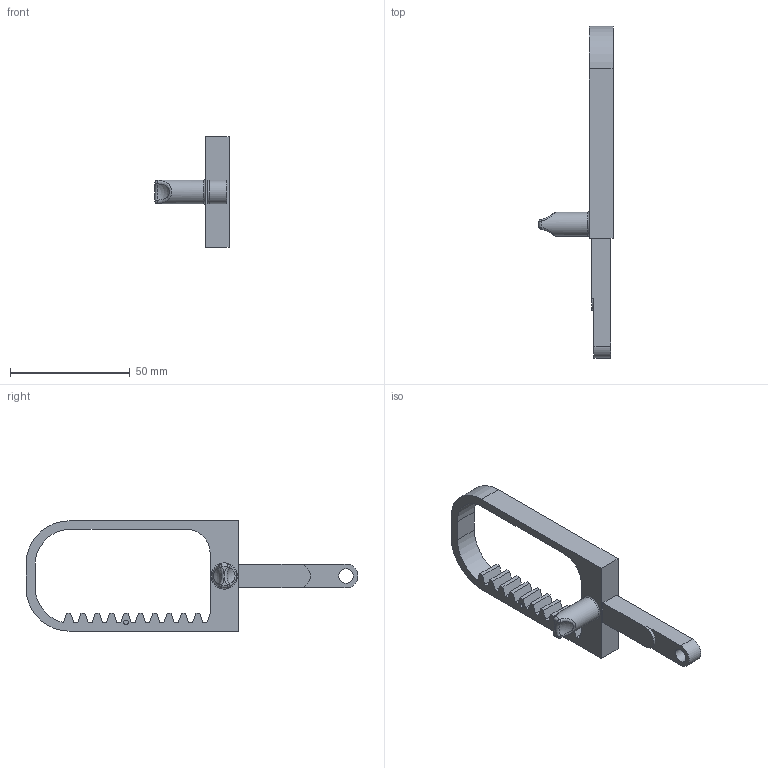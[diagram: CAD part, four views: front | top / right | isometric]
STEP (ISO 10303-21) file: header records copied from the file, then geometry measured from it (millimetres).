
FILE_DESCRIPTION(/* description */ (''),/* implementation_level */ '2;1');
FILE_NAME(/* name */ '4a89ec49-5967-4efc-98c4-3cffd83c7a1f.stp',/* time_stamp */ '2019-03-12T20:40:27+01:00',/* author */ (''),/* organization */ (''),/* preprocessor_version */ 'ST-DEVELOPER v17.2',/* originating_system */ 'Autodesk Translation Framework v7.6.0.251',/* authorisation */ '');
FILE_SCHEMA (('AUTOMOTIVE_DESIGN { 1 0 10303 214 3 1 1 }'));
Length unit declared in the file: millimetre
Products named in the file (1): Moving
Bounding box: 31 x 138.79 x 46.12 mm (x, y, z)
Volume: 17859 mm3; surface area: 10574.4 mm2
Topology: 1 solids, 1 shells, 84 faces, 224 edges, 147 vertices
Faces by surface type: plane 59, cylinder 12, sphere 6, torus 5, bspline 2
Full cylindrical faces by diameter (mm): 2 x1, 3.75 x1, 6 x1, 7 x1, 10 x1
Entity records: 2966 total; most frequent: CARTESIAN_POINT 784, ORIENTED_EDGE 448, DIRECTION 438, EDGE_CURVE 224, LINE 168, VECTOR 168, VERTEX_POINT 147, AXIS2_PLACEMENT_3D 135
